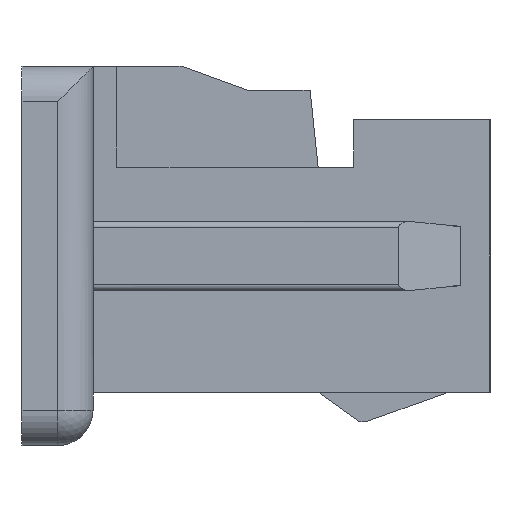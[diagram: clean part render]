
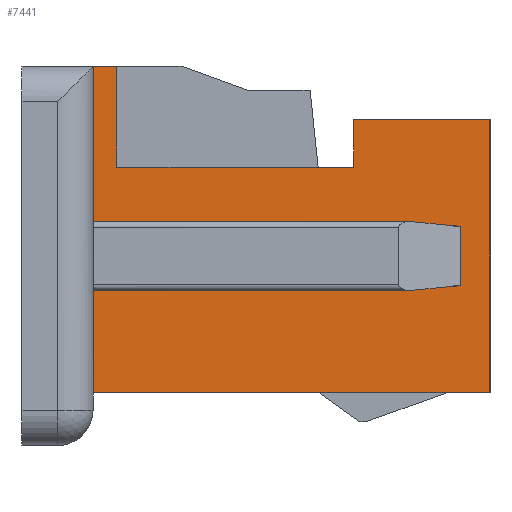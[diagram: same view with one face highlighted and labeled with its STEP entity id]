
A CAD part, left-side view. The second image highlights one B-rep face of the part: STEP entity #7441.
In plain terms, the highlighted planar face has unit normal (-1, 0, 0).
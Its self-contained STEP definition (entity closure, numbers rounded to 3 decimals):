
#1529=DIRECTION('',(0.,-1.,0.));
#1530=VECTOR('',#1529,0.2);
#1531=CARTESIAN_POINT('',(-3.975,1.375,1.6));
#1532=LINE('',#1531,#1530);
#1759=DIRECTION('',(0.,0.,1.));
#1760=VECTOR('',#1759,2.3);
#1761=CARTESIAN_POINT('',(-3.975,-1.975,-1.15));
#1762=LINE('',#1761,#1760);
#1999=DIRECTION('',(0.,0.,1.));
#2000=VECTOR('',#1999,0.9);
#2001=CARTESIAN_POINT('',(-3.975,1.375,-1.15));
#2002=LINE('',#2001,#2000);
#2003=DIRECTION('',(0.,0.,1.));
#2004=VECTOR('',#2003,0.5);
#2005=CARTESIAN_POINT('',(-3.975,-1.725,-0.25));
#2006=LINE('',#2005,#2004);
#2007=DIRECTION('',(0.,-1.,0.));
#2008=VECTOR('',#2007,3.1);
#2009=CARTESIAN_POINT('',(-3.975,1.375,0.25));
#2010=LINE('',#2009,#2008);
#2011=DIRECTION('',(0.,0.,1.));
#2012=VECTOR('',#2011,1.35);
#2013=CARTESIAN_POINT('',(-3.975,1.375,0.25));
#2014=LINE('',#2013,#2012);
#2015=DIRECTION('',(0.,0.,-1.));
#2016=VECTOR('',#2015,0.85);
#2017=CARTESIAN_POINT('',(-3.975,1.175,1.6));
#2018=LINE('',#2017,#2016);
#2019=DIRECTION('',(0.,1.,0.));
#2020=VECTOR('',#2019,2.);
#2021=CARTESIAN_POINT('',(-3.975,-0.825,0.75));
#2022=LINE('',#2021,#2020);
#2023=DIRECTION('',(0.,0.,-1.));
#2024=VECTOR('',#2023,0.4);
#2025=CARTESIAN_POINT('',(-3.975,-0.825,1.15));
#2026=LINE('',#2025,#2024);
#2027=DIRECTION('',(0.,1.,0.));
#2028=VECTOR('',#2027,1.15);
#2029=CARTESIAN_POINT('',(-3.975,-1.975,1.15));
#2030=LINE('',#2029,#2028);
#2031=DIRECTION('',(0.,-1.,0.));
#2032=VECTOR('',#2031,3.35);
#2033=CARTESIAN_POINT('',(-3.975,1.375,-1.15));
#2034=LINE('',#2033,#2032);
#2039=DIRECTION('',(0.,-1.,0.));
#2040=VECTOR('',#2039,3.1);
#2041=CARTESIAN_POINT('',(-3.975,1.375,-0.25));
#2042=LINE('',#2041,#2040);
#3341=CARTESIAN_POINT('',(-3.975,1.375,-1.15));
#3342=CARTESIAN_POINT('',(-3.975,-1.975,-1.15));
#3343=VERTEX_POINT('',#3341);
#3344=VERTEX_POINT('',#3342);
#3345=CARTESIAN_POINT('',(-3.975,-1.975,1.15));
#3346=CARTESIAN_POINT('',(-3.975,-0.825,1.15));
#3347=VERTEX_POINT('',#3345);
#3348=VERTEX_POINT('',#3346);
#3349=CARTESIAN_POINT('',(-3.975,-0.825,0.75));
#3350=VERTEX_POINT('',#3349);
#3351=CARTESIAN_POINT('',(-3.975,1.175,0.75));
#3352=VERTEX_POINT('',#3351);
#3353=CARTESIAN_POINT('',(-3.975,1.175,1.6));
#3354=VERTEX_POINT('',#3353);
#3369=CARTESIAN_POINT('',(-3.975,1.375,1.6));
#3370=VERTEX_POINT('',#3369);
#4329=CARTESIAN_POINT('',(-3.975,-1.725,-0.25));
#4330=CARTESIAN_POINT('',(-3.975,-1.725,0.25));
#4331=VERTEX_POINT('',#4329);
#4332=VERTEX_POINT('',#4330);
#4337=CARTESIAN_POINT('',(-3.975,1.375,0.25));
#4338=VERTEX_POINT('',#4337);
#4339=CARTESIAN_POINT('',(-3.975,1.375,-0.25));
#4340=VERTEX_POINT('',#4339);
#7415=CARTESIAN_POINT('',(-3.975,1.375,-1.6));
#7416=DIRECTION('',(-1.,0.,0.));
#7417=DIRECTION('',(0.,-1.,0.));
#7418=AXIS2_PLACEMENT_3D('',#7415,#7416,#7417);
#7419=PLANE('',#7418);
#7420=ORIENTED_EDGE('',*,*,#6834,.T.);
#7422=ORIENTED_EDGE('',*,*,#7421,.T.);
#7424=ORIENTED_EDGE('',*,*,#7423,.T.);
#7426=ORIENTED_EDGE('',*,*,#7425,.F.);
#7427=ORIENTED_EDGE('',*,*,#6822,.T.);
#7428=ORIENTED_EDGE('',*,*,#6791,.T.);
#7430=ORIENTED_EDGE('',*,*,#7429,.T.);
#7432=ORIENTED_EDGE('',*,*,#7431,.F.);
#7434=ORIENTED_EDGE('',*,*,#7433,.F.);
#7436=ORIENTED_EDGE('',*,*,#7435,.F.);
#7437=ORIENTED_EDGE('',*,*,#7116,.F.);
#7438=ORIENTED_EDGE('',*,*,#6972,.F.);
#7439=EDGE_LOOP('',(#7420,#7422,#7424,#7426,#7427,#7428,#7430,#7432,#7434,#7436,
#7437,#7438));
#7440=FACE_OUTER_BOUND('',#7439,.F.);
#7441=ADVANCED_FACE('',(#7440),#7419,.T.);
#6791=EDGE_CURVE('',#3370,#3354,#1532,.T.);
#6822=EDGE_CURVE('',#4338,#3370,#2014,.T.);
#6834=EDGE_CURVE('',#3343,#4340,#2002,.T.);
#6972=EDGE_CURVE('',#3343,#3344,#2034,.T.);
#7116=EDGE_CURVE('',#3344,#3347,#1762,.T.);
#7421=EDGE_CURVE('',#4340,#4331,#2042,.T.);
#7423=EDGE_CURVE('',#4331,#4332,#2006,.T.);
#7425=EDGE_CURVE('',#4338,#4332,#2010,.T.);
#7429=EDGE_CURVE('',#3354,#3352,#2018,.T.);
#7431=EDGE_CURVE('',#3350,#3352,#2022,.T.);
#7433=EDGE_CURVE('',#3348,#3350,#2026,.T.);
#7435=EDGE_CURVE('',#3347,#3348,#2030,.T.);
